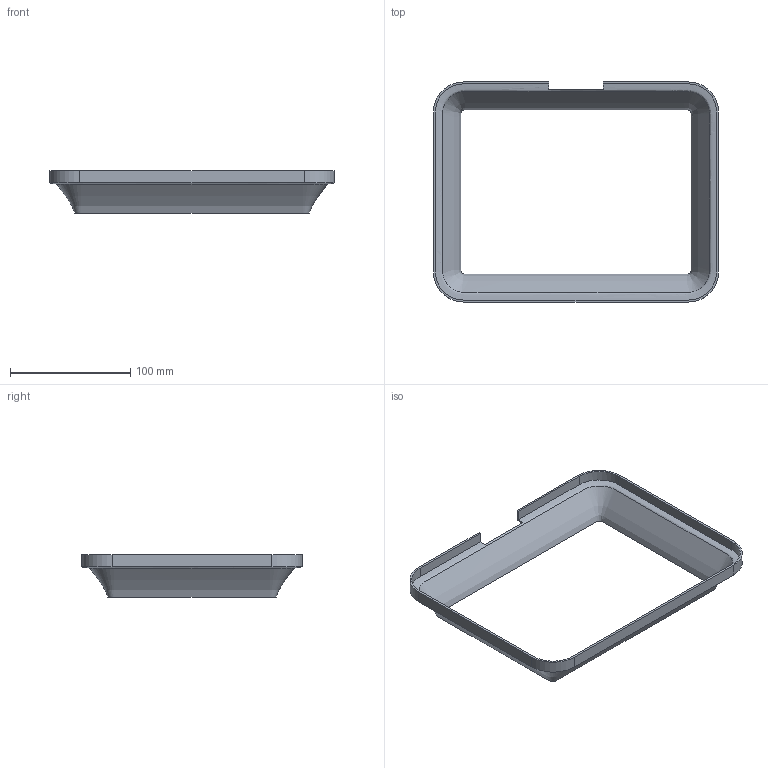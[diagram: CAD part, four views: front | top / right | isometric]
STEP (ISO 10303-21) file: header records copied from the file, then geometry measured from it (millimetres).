
FILE_DESCRIPTION(/* description */ ('STEP AP242','CAx-IF Rec.Pracs.---Representation and Presentation of Product Manufacturing Information (PMI)---4.0---2014-10-13','CAx-IF Rec.Pracs.---3D Tessellated Geometry---0.4---2014-09-14','2;1'),/* implementation_level */ '2;1');
FILE_NAME(/* name */ '6512f7354dd1973c978b2d41',/* time_stamp */ '2023-09-26T15:22:31Z',/* author */ (''),/* organization */ (''),/* preprocessor_version */ 'ST-DEVELOPER v19.4',/* originating_system */ ' ',/* authorisation */ ' ');
FILE_SCHEMA (('AP242_MANAGED_MODEL_BASED_3D_ENGINEERING_MIM_LF { 1 0 10303 442 1 1 4 }'));
Length unit declared in the file: metre
Products named in the file (1): Part 1
Bounding box: 237 x 183 x 35 mm (x, y, z)
Volume: 40299.3 mm3; surface area: 66155.5 mm2
Topology: 1 solids, 1 shells, 34 faces, 106 edges, 72 vertices
Faces by surface type: plane 14, bspline 12, cylinder 8
Entity records: 6650 total; most frequent: CARTESIAN_POINT 5779, ORIENTED_EDGE 202, DIRECTION 136, EDGE_CURVE 101, VERTEX_POINT 70, LINE 50, VECTOR 50, AXIS2_PLACEMENT_3D 43
